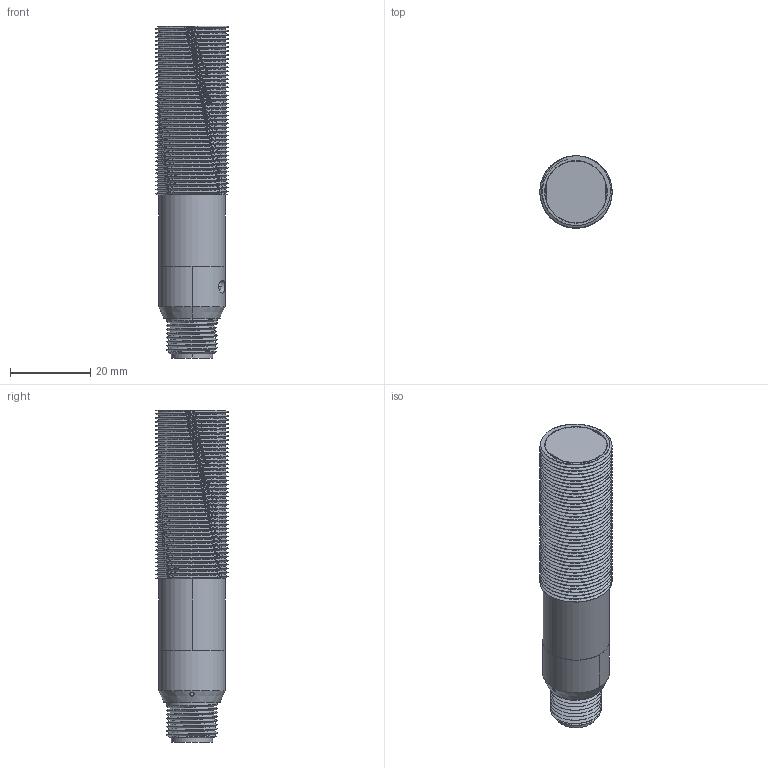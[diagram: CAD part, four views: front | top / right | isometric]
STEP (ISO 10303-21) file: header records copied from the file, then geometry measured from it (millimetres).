
FILE_DESCRIPTION((''),'2;1');
FILE_NAME('155361_SW','2011-02-03T',('banengservice'),('BANNER ENGINEERING'),'PRO/ENGINEER BY PARAMETRIC TECHNOLOGY CORPORATION, 2009141','PRO/ENGINEER BY PARAMETRIC TECHNOLOGY CORPORATION, 2009141','');
FILE_SCHEMA(('CONFIG_CONTROL_DESIGN'));
Length unit declared in the file: inch
Products named in the file (1): 155361_SW
Bounding box: 18 x 18 x 82.69 mm (x, y, z)
Volume: 5677 mm3; surface area: 12838.4 mm2
Topology: 1 solids, 3 shells, 380 faces, 995 edges, 640 vertices
Faces by surface type: cylinder 175, plane 119, bspline 58, cone 18, revolution 4, sphere 4, torus 2
Entity records: 36036 total; most frequent: CARTESIAN_POINT 27281, ORIENTED_EDGE 1974, DIRECTION 1544, EDGE_CURVE 987, VERTEX_POINT 640, AXIS2_PLACEMENT_3D 555, VECTOR 430, LINE 430
